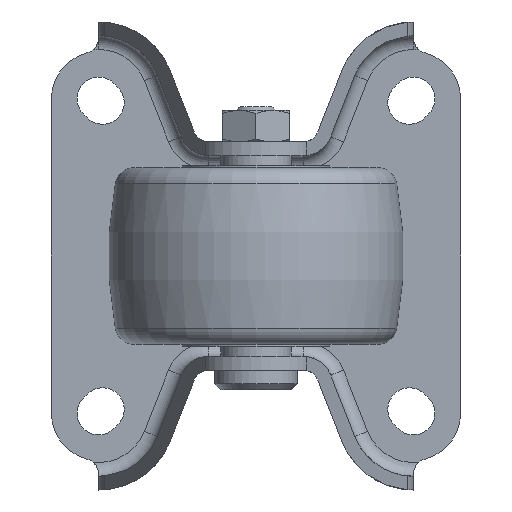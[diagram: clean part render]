
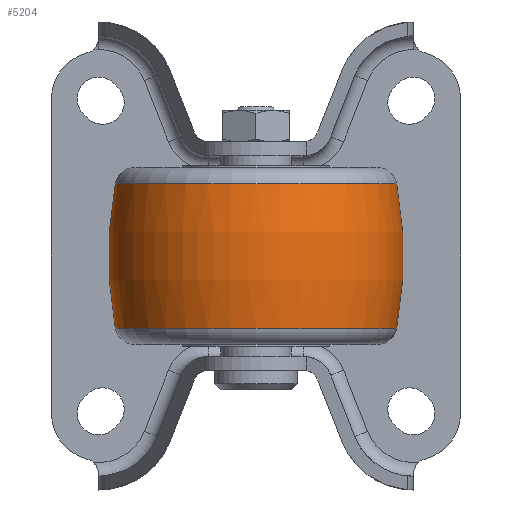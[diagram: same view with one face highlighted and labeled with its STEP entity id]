
A CAD part, front view. The second image highlights one B-rep face of the part: STEP entity #5204.
In plain terms, the highlighted toroidal (fillet/blend) face has major radius 62.5 mm and minor radius 100 mm.
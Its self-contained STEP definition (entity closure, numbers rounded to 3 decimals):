
#707 = AXIS2_PLACEMENT_3D ( 'NONE', #1847, #1848, #1849 ) ;
#709 = AXIS2_PLACEMENT_3D ( 'NONE', #1841, #1842, #1843 ) ;
#1264 = CARTESIAN_POINT ( 'NONE',  ( 0., -65., 0. ) ) ;
#1265 = DIRECTION ( 'NONE',  ( 0., 0., 1. ) ) ;
#1266 = DIRECTION ( 'NONE',  ( 1., 0., 0. ) ) ;
#1512 = FACE_OUTER_BOUND ( 'NONE', #4256, .T. ) ;
#1516 = AXIS2_PLACEMENT_3D ( 'NONE', #1264, #1265, #1266 ) ;
#1841 = CARTESIAN_POINT ( 'NONE',  ( -62.5, -65., 0. ) ) ;
#1842 = DIRECTION ( 'NONE',  ( 0., -1., 0. ) ) ;
#1843 = DIRECTION ( 'NONE',  ( 0., 0., -1. ) ) ;
#1847 = CARTESIAN_POINT ( 'NONE',  ( 62.5, -65., 0. ) ) ;
#1848 = DIRECTION ( 'NONE',  ( 0., 1., 0. ) ) ;
#1849 = DIRECTION ( 'NONE',  ( -1., 0., 0. ) ) ;
#2330 = VERTEX_POINT ( 'NONE', #2439 ) ;
#2331 = VERTEX_POINT ( 'NONE', #2440 ) ;
#2333 = VERTEX_POINT ( 'NONE', #2442 ) ;
#2343 = VERTEX_POINT ( 'NONE', #2452 ) ;
#2439 = CARTESIAN_POINT ( 'NONE',  ( -35.789, -65., -18.421 ) ) ;
#2440 = CARTESIAN_POINT ( 'NONE',  ( -35.789, -65., 18.421 ) ) ;
#2442 = CARTESIAN_POINT ( 'NONE',  ( 35.789, -65., -18.421 ) ) ;
#2452 = CARTESIAN_POINT ( 'NONE',  ( 35.789, -65., 18.421 ) ) ;
#3060 = ORIENTED_EDGE ( 'NONE', *, *, #4967, .T. ) ;
#3062 = ORIENTED_EDGE ( 'NONE', *, *, #4969, .F. ) ;
#3063 = ORIENTED_EDGE ( 'NONE', *, *, #4573, .T. ) ;
#3065 = ORIENTED_EDGE ( 'NONE', *, *, #4574, .F. ) ;
#3424 = CARTESIAN_POINT ( 'NONE',  ( 0., -65., -18.421 ) ) ;
#3425 = DIRECTION ( 'NONE',  ( 0., 0., 1. ) ) ;
#3426 = DIRECTION ( 'NONE',  ( 1., 0., 0. ) ) ;
#3427 = CARTESIAN_POINT ( 'NONE',  ( 0., -65., 18.421 ) ) ;
#3428 = DIRECTION ( 'NONE',  ( 0., 0., 1. ) ) ;
#3429 = DIRECTION ( 'NONE',  ( 1., 0., 0. ) ) ;
#3739 = AXIS2_PLACEMENT_3D ( 'NONE', #3424, #3425, #3426 ) ;
#3740 = AXIS2_PLACEMENT_3D ( 'NONE', #3427, #3428, #3429 ) ;
#4256 = EDGE_LOOP ( 'NONE', ( #3062, #3063, #3060, #3065 ) ) ;
#4573 = EDGE_CURVE ( 'NONE', #2330, #2333, #4862, .T. ) ;
#4574 = EDGE_CURVE ( 'NONE', #2331, #2343, #4861, .T. ) ;
#4861 = CIRCLE ( 'NONE', #3740, 35.789 ) ;
#4862 = CIRCLE ( 'NONE', #3739, 35.789 ) ;
#4967 = EDGE_CURVE ( 'NONE', #2333, #2343, #5224, .T. ) ;
#4969 = EDGE_CURVE ( 'NONE', #2330, #2331, #5240, .T. ) ;
#5204 = ADVANCED_FACE ( 'NONE', ( #1512 ), #5299, .T. ) ;
#5224 = CIRCLE ( 'NONE', #709, 100. ) ;
#5240 = CIRCLE ( 'NONE', #707, 100. ) ;
#5299 = TOROIDAL_SURFACE ( 'NONE', #1516, -62.5, 100. ) ;
